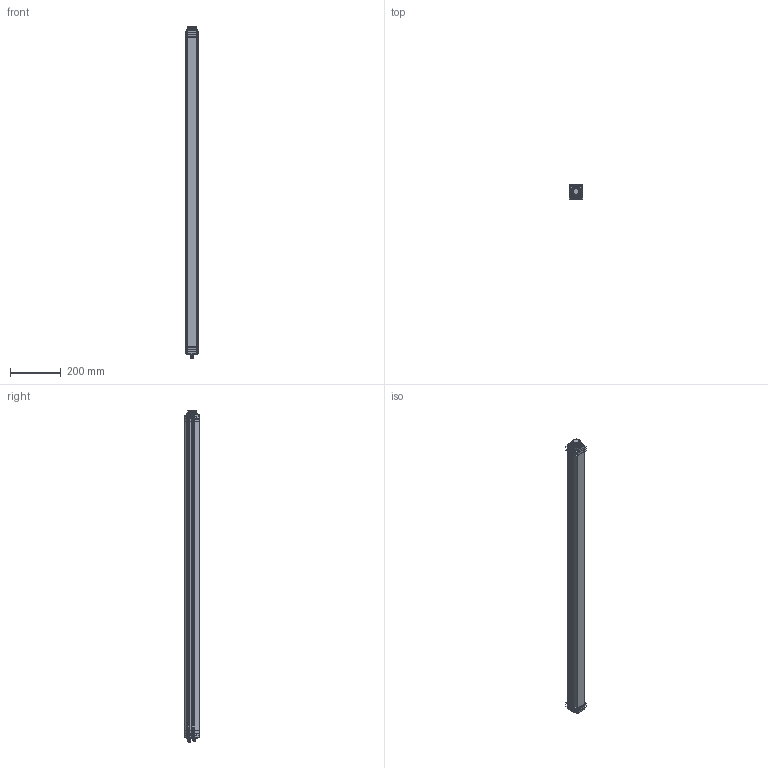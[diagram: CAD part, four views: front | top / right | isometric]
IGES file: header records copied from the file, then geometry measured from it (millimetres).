
Start section:  PTC IGES file: 204806.igs
Global section: file name: 204806.igs; native system: Creo Parametric by PTC Inc.; preprocessor: 2016260; author: pdmadmin; organization: Unknown; date: 20180221.150651; units: millimetre
Bounding box: 54.94 x 59.94 x 1309.53 mm (x, y, z)
Volume: 729143.2 mm3; surface area: 2613313.5 mm2
Topology: 78 solids, 78 shells, 3486 faces, 17425 edges, 22227 vertices
Faces by surface type: bspline 1998, revolution 1442, extrusion 46
